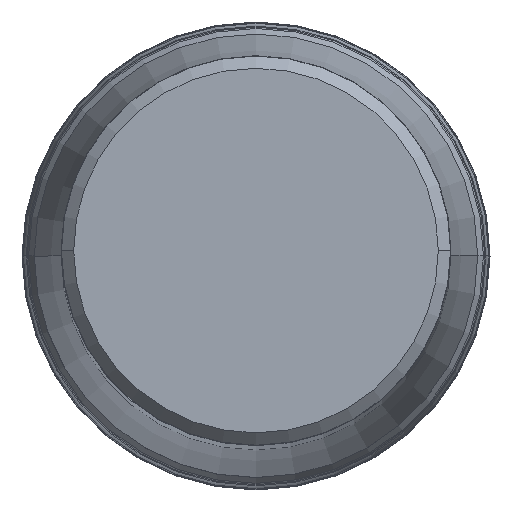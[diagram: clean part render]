
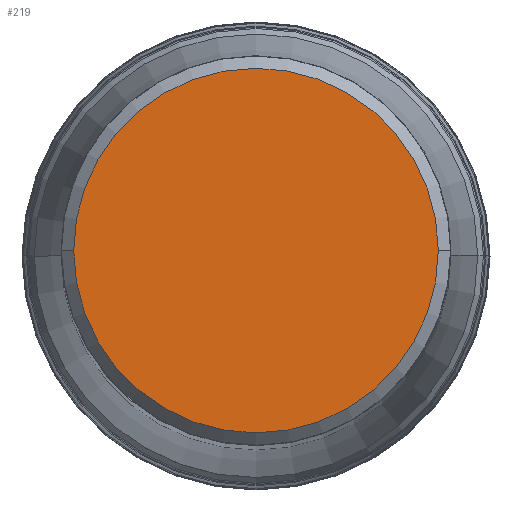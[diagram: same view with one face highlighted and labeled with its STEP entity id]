
A CAD part, top view. The second image highlights one B-rep face of the part: STEP entity #219.
In plain terms, the highlighted planar face has unit normal (0, 0, 1).
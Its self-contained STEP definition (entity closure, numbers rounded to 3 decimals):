
#55=PLANE('',#1854);
#219=ADVANCED_FACE('',(#347),#55,.F.);
#347=FACE_OUTER_BOUND('',#445,.T.);
#445=EDGE_LOOP('',(#820,#821));
#820=ORIENTED_EDGE('',*,*,#1146,.F.);
#821=ORIENTED_EDGE('',*,*,#1147,.F.);
#951=VERTEX_POINT('',#3448);
#952=VERTEX_POINT('',#3450);
#1146=EDGE_CURVE('',#952,#951,#1368,.T.);
#1147=EDGE_CURVE('',#951,#952,#1369,.T.);
#1368=CIRCLE('',#1851,14.84);
#1369=CIRCLE('',#1853,14.84);
#1851=AXIS2_PLACEMENT_3D('',#3451,#2358,#2359);
#1853=AXIS2_PLACEMENT_3D('',#3453,#2362,#2363);
#1854=AXIS2_PLACEMENT_3D('',#3454,#2364,#2365);
#2358=DIRECTION('',(0.,0.,-1.));
#2359=DIRECTION('',(-1.,-0.002,0.));
#2362=DIRECTION('',(0.,0.,-1.));
#2363=DIRECTION('',(1.,0.002,0.));
#2364=DIRECTION('',(0.,0.,-1.));
#2365=DIRECTION('',(-1.,-0.002,0.));
#3448=CARTESIAN_POINT('',(14.84,0.023,0.));
#3450=CARTESIAN_POINT('',(-14.84,-0.023,0.));
#3451=CARTESIAN_POINT('',(0.,0.,0.));
#3453=CARTESIAN_POINT('',(0.,0.,0.));
#3454=CARTESIAN_POINT('',(0.,0.,0.));
